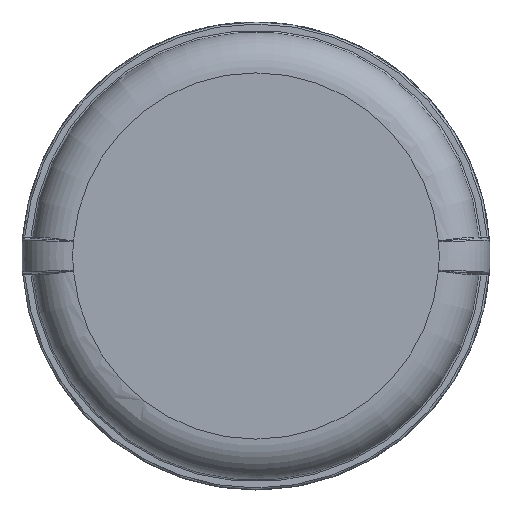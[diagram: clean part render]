
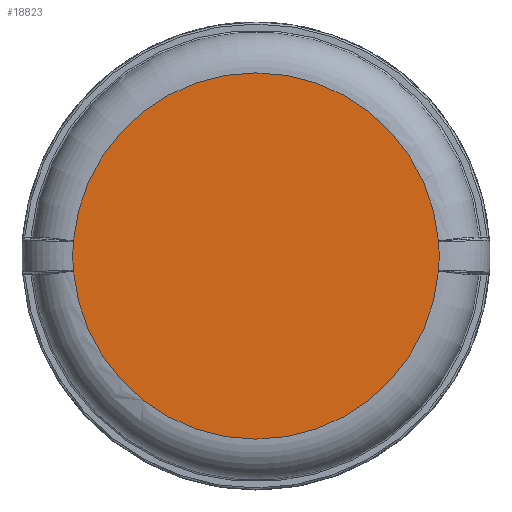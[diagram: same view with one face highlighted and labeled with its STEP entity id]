
A CAD part, left-side view. The second image highlights one B-rep face of the part: STEP entity #18823.
In plain terms, the highlighted planar face has unit normal (-1, 0, 0).
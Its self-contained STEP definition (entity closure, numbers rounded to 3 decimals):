
#47 = CARTESIAN_POINT ( 'NONE',  ( -26.5, 26.91, -2.2 ) ) ;
#1384 = AXIS2_PLACEMENT_3D ( 'NONE', #7719, #4065, #8079 ) ;
#3352 = VERTEX_POINT ( 'NONE', #47 ) ;
#4065 = DIRECTION ( 'NONE',  ( -1., 0., 0. ) ) ;
#5316 = CIRCLE ( 'NONE', #1384, 27. ) ;
#6123 = FACE_OUTER_BOUND ( 'NONE', #21333, .T. ) ;
#6457 = VERTEX_POINT ( 'NONE', #18666 ) ;
#7719 = CARTESIAN_POINT ( 'NONE',  ( -26.5, 0., 0. ) ) ;
#8079 = DIRECTION ( 'NONE',  ( 0., 0., 1. ) ) ;
#8405 = DIRECTION ( 'NONE',  ( -1., 0., 0. ) ) ;
#8541 = EDGE_CURVE ( 'NONE', #13720, #6457, #5316, .T. ) ;
#8913 = ORIENTED_EDGE ( 'NONE', *, *, #19333, .T. ) ;
#9527 = CARTESIAN_POINT ( 'NONE',  ( -26.5, 0., 0. ) ) ;
#11724 = CARTESIAN_POINT ( 'NONE',  ( -26.5, 33., 0. ) ) ;
#12402 = DIRECTION ( 'NONE',  ( 0., 0., 1. ) ) ;
#12551 = ORIENTED_EDGE ( 'NONE', *, *, #8541, .T. ) ;
#13065 = CIRCLE ( 'NONE', #14635, 27. ) ;
#13720 = VERTEX_POINT ( 'NONE', #23962 ) ;
#14278 = DIRECTION ( 'NONE',  ( 0., 0., 1. ) ) ;
#14635 = AXIS2_PLACEMENT_3D ( 'NONE', #20291, #21893, #14278 ) ;
#14694 = ORIENTED_EDGE ( 'NONE', *, *, #21684, .T. ) ;
#15999 = DIRECTION ( 'NONE',  ( 0., 0., 1. ) ) ;
#16287 = AXIS2_PLACEMENT_3D ( 'NONE', #11724, #8405, #15999 ) ;
#16323 = CARTESIAN_POINT ( 'NONE',  ( -26.5, 0., 0. ) ) ;
#16876 = EDGE_CURVE ( 'NONE', #6457, #17743, #13065, .T. ) ;
#17743 = VERTEX_POINT ( 'NONE', #17779 ) ;
#17779 = CARTESIAN_POINT ( 'NONE',  ( -26.5, 26.91, 2.2 ) ) ;
#18634 = CIRCLE ( 'NONE', #19817, 27. ) ;
#18666 = CARTESIAN_POINT ( 'NONE',  ( -26.5, -26.91, 2.2 ) ) ;
#18823 = ADVANCED_FACE ( 'NONE', ( #6123 ), #21047, .T. ) ;
#18980 = DIRECTION ( 'NONE',  ( -1., 0., 0. ) ) ;
#19333 = EDGE_CURVE ( 'NONE', #3352, #13720, #18634, .T. ) ;
#19817 = AXIS2_PLACEMENT_3D ( 'NONE', #16323, #23820, #12402 ) ;
#20291 = CARTESIAN_POINT ( 'NONE',  ( -26.5, 0., 0. ) ) ;
#21047 = PLANE ( 'NONE',  #16287 ) ;
#21333 = EDGE_LOOP ( 'NONE', ( #22487, #14694, #8913, #12551 ) ) ;
#21684 = EDGE_CURVE ( 'NONE', #17743, #3352, #22216, .T. ) ;
#21893 = DIRECTION ( 'NONE',  ( -1., 0., 0. ) ) ;
#22216 = CIRCLE ( 'NONE', #24188, 27. ) ;
#22487 = ORIENTED_EDGE ( 'NONE', *, *, #16876, .T. ) ;
#22913 = DIRECTION ( 'NONE',  ( 0., 0., 1. ) ) ;
#23820 = DIRECTION ( 'NONE',  ( -1., 0., 0. ) ) ;
#23962 = CARTESIAN_POINT ( 'NONE',  ( -26.5, -26.91, -2.2 ) ) ;
#24188 = AXIS2_PLACEMENT_3D ( 'NONE', #9527, #18980, #22913 ) ;
